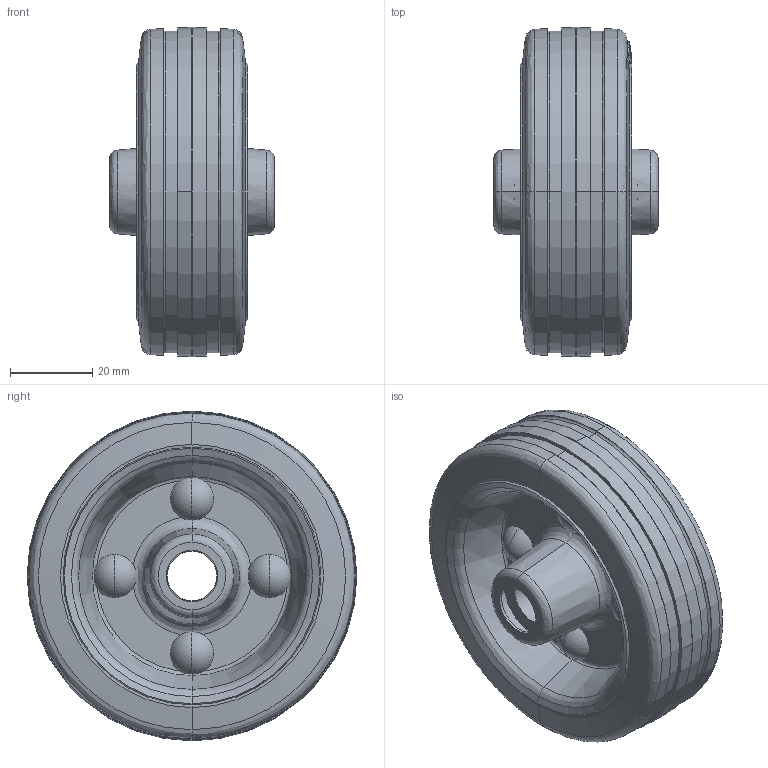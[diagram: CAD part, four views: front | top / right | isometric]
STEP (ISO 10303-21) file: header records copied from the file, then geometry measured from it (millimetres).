
FILE_DESCRIPTION (( 'STEP AP214' ), '1' );
FILE_NAME ('0013141.step', '2022-05-11T09:26:42', ( '' ), ( '' ), 'SwSTEP 2.0', 'SolidWorks 2020', '' );
FILE_SCHEMA (( 'AUTOMOTIVE_DESIGN' ));
Length unit declared in the file: millimetre
Products named in the file (1): 0013141
Bounding box: 40 x 80 x 80 mm (x, y, z)
Surface area: 25424.9 mm2 (no closed solid volume)
Topology: 0 solids, 23 shells, 192 faces, 495 edges, 314 vertices
Faces by surface type: bspline 79, plane 44, cone 43, torus 16, cylinder 10
Entity records: 10055 total; most frequent: CARTESIAN_POINT 3801, ORIENTED_EDGE 817, DIRECTION 763, EDGE_CURVE 479, VERTEX_POINT 314, AXIS2_PLACEMENT_3D 290, EDGE_LOOP 214, UNCERTAINTY_MEASURE_WITH_UNIT 194
